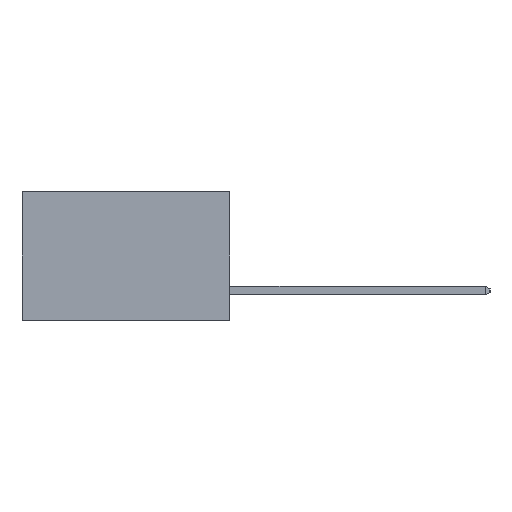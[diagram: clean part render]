
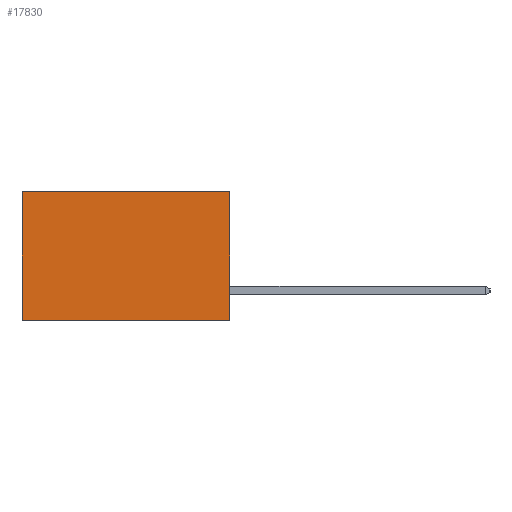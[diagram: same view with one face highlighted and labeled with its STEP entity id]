
A CAD part, left-side view. The second image highlights one B-rep face of the part: STEP entity #17830.
In plain terms, the highlighted planar face has unit normal (-1, 0, 0).
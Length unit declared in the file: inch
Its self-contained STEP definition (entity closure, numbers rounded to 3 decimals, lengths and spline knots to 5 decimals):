
#549 = EDGE_CURVE ( 'NONE', #12916, #9499, #16388, .T. ) ;
#906 = ORIENTED_EDGE ( 'NONE', *, *, #10442, .T. ) ;
#1304 = CARTESIAN_POINT ( 'NONE',  ( 0.298, 0., 0. ) ) ;
#1953 = AXIS2_PLACEMENT_3D ( 'NONE', #1304, #11116, #2782 ) ;
#2262 = CARTESIAN_POINT ( 'NONE',  ( 0.298, 0., -0.37 ) ) ;
#2782 = DIRECTION ( 'NONE',  ( 0., 0., -1. ) ) ;
#3315 = EDGE_LOOP ( 'NONE', ( #906, #9593, #9633, #12950 ) ) ;
#3342 = EDGE_CURVE ( 'NONE', #12916, #8125, #4400, .T. ) ;
#3410 = VECTOR ( 'NONE', #3998, 39.37008 ) ;
#3679 = LINE ( 'NONE', #2262, #14219 ) ;
#3994 = CARTESIAN_POINT ( 'NONE',  ( 0.298, 0.6, 0. ) ) ;
#3998 = DIRECTION ( 'NONE',  ( 0., 0., -1. ) ) ;
#4400 = LINE ( 'NONE', #14788, #11308 ) ;
#4426 = CARTESIAN_POINT ( 'NONE',  ( 0.298, 0.6, -0.37 ) ) ;
#4816 = EDGE_CURVE ( 'NONE', #8125, #12067, #3679, .T. ) ;
#8125 = VERTEX_POINT ( 'NONE', #11259 ) ;
#8824 = VECTOR ( 'NONE', #10314, 39.37008 ) ;
#9499 = VERTEX_POINT ( 'NONE', #17809 ) ;
#9593 = ORIENTED_EDGE ( 'NONE', *, *, #4816, .F. ) ;
#9633 = ORIENTED_EDGE ( 'NONE', *, *, #3342, .F. ) ;
#10314 = DIRECTION ( 'NONE',  ( 0., 1., 0. ) ) ;
#10442 = EDGE_CURVE ( 'NONE', #9499, #12067, #17845, .T. ) ;
#11116 = DIRECTION ( 'NONE',  ( 1., 0., 0. ) ) ;
#11259 = CARTESIAN_POINT ( 'NONE',  ( 0.298, 0., -0.37 ) ) ;
#11308 = VECTOR ( 'NONE', #14730, 39.37008 ) ;
#12067 = VERTEX_POINT ( 'NONE', #4426 ) ;
#12916 = VERTEX_POINT ( 'NONE', #15239 ) ;
#12950 = ORIENTED_EDGE ( 'NONE', *, *, #549, .T. ) ;
#14201 = FACE_OUTER_BOUND ( 'NONE', #3315, .T. ) ;
#14219 = VECTOR ( 'NONE', #17227, 39.37008 ) ;
#14730 = DIRECTION ( 'NONE',  ( 0., 0., -1. ) ) ;
#14788 = CARTESIAN_POINT ( 'NONE',  ( 0.298, 0., 0. ) ) ;
#15135 = PLANE ( 'NONE',  #1953 ) ;
#15239 = CARTESIAN_POINT ( 'NONE',  ( 0.298, 0., 0. ) ) ;
#16388 = LINE ( 'NONE', #16606, #8824 ) ;
#16606 = CARTESIAN_POINT ( 'NONE',  ( 0.298, 0., 0. ) ) ;
#17227 = DIRECTION ( 'NONE',  ( 0., 1., 0. ) ) ;
#17809 = CARTESIAN_POINT ( 'NONE',  ( 0.298, 0.6, 0. ) ) ;
#17830 = ADVANCED_FACE ( 'NONE', ( #14201 ), #15135, .F. ) ;
#17845 = LINE ( 'NONE', #3994, #3410 ) ;
